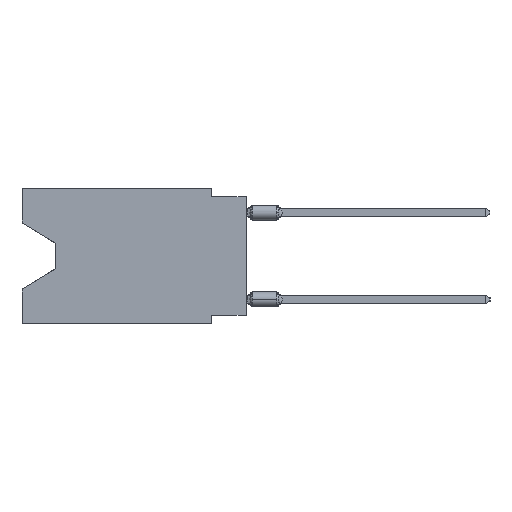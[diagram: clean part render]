
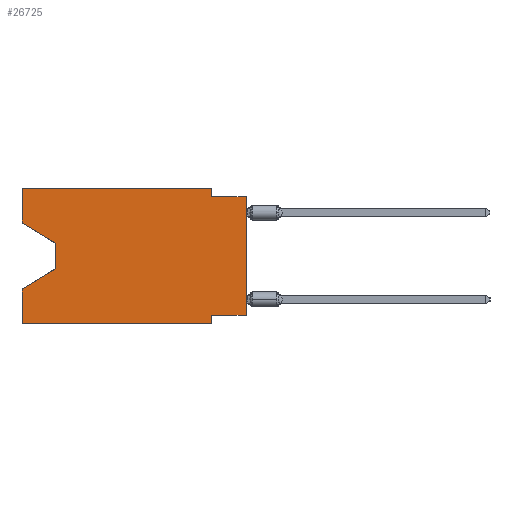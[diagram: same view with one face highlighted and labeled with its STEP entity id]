
A CAD part, left-side view. The second image highlights one B-rep face of the part: STEP entity #26725.
In plain terms, the highlighted planar face has unit normal (-1, 0, 0).
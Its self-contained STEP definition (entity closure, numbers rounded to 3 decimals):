
#86 = CARTESIAN_POINT ( 'NONE',  ( 0., 16.383, 0. ) ) ;
#195 = CARTESIAN_POINT ( 'NONE',  ( 0., 13.97, -5.893 ) ) ;
#460 = CARTESIAN_POINT ( 'NONE',  ( 0., 0., -9.271 ) ) ;
#680 = CARTESIAN_POINT ( 'NONE',  ( 0., 0., -9.271 ) ) ;
#967 = CARTESIAN_POINT ( 'NONE',  ( 0., 2.54, -9.906 ) ) ;
#1286 = VERTEX_POINT ( 'NONE', #45981 ) ;
#1642 = ORIENTED_EDGE ( 'NONE', *, *, #35987, .T. ) ;
#1687 = LINE ( 'NONE', #59795, #8001 ) ;
#4695 = ORIENTED_EDGE ( 'NONE', *, *, #32468, .F. ) ;
#5385 = CARTESIAN_POINT ( 'NONE',  ( 0., 16.383, 0. ) ) ;
#5677 = VECTOR ( 'NONE', #26304, 1000. ) ;
#5781 = DIRECTION ( 'NONE',  ( 0., 0., -1. ) ) ;
#7645 = VERTEX_POINT ( 'NONE', #9396 ) ;
#8001 = VECTOR ( 'NONE', #15512, 1000. ) ;
#8470 = CARTESIAN_POINT ( 'NONE',  ( 0., 16.383, -9.906 ) ) ;
#8869 = ORIENTED_EDGE ( 'NONE', *, *, #62072, .T. ) ;
#8884 = VECTOR ( 'NONE', #15157, 1000. ) ;
#8929 = DIRECTION ( 'NONE',  ( 0., -0.855, -0.519 ) ) ;
#9396 = CARTESIAN_POINT ( 'NONE',  ( 0., 2.54, -9.271 ) ) ;
#10919 = ORIENTED_EDGE ( 'NONE', *, *, #19018, .T. ) ;
#11633 = EDGE_CURVE ( 'NONE', #46823, #35917, #43061, .T. ) ;
#11654 = VECTOR ( 'NONE', #33987, 1000. ) ;
#12544 = LINE ( 'NONE', #32144, #63275 ) ;
#12618 = VECTOR ( 'NONE', #56741, 1000. ) ;
#13188 = CARTESIAN_POINT ( 'NONE',  ( 0., 2.54, 0. ) ) ;
#13561 = CARTESIAN_POINT ( 'NONE',  ( 0., 13.97, -4.013 ) ) ;
#14145 = CARTESIAN_POINT ( 'NONE',  ( 0., 13.97, -4.013 ) ) ;
#15157 = DIRECTION ( 'NONE',  ( 0., 0., -1. ) ) ;
#15512 = DIRECTION ( 'NONE',  ( 0., -1., 0. ) ) ;
#15708 = VECTOR ( 'NONE', #52917, 1000. ) ;
#15831 = EDGE_CURVE ( 'NONE', #31234, #40386, #28837, .T. ) ;
#16434 = ORIENTED_EDGE ( 'NONE', *, *, #23204, .F. ) ;
#16939 = VERTEX_POINT ( 'NONE', #13561 ) ;
#18028 = VECTOR ( 'NONE', #8929, 1000. ) ;
#18966 = DIRECTION ( 'NONE',  ( 0., 0., 1. ) ) ;
#19018 = EDGE_CURVE ( 'NONE', #46823, #16939, #20062, .T. ) ;
#20062 = LINE ( 'NONE', #38172, #18028 ) ;
#20289 = CARTESIAN_POINT ( 'NONE',  ( 0., 2.54, 0. ) ) ;
#20880 = FACE_OUTER_BOUND ( 'NONE', #42627, .T. ) ;
#21692 = AXIS2_PLACEMENT_3D ( 'NONE', #86, #58525, #35683 ) ;
#22493 = DIRECTION ( 'NONE',  ( 0., 0.855, -0.519 ) ) ;
#23204 = EDGE_CURVE ( 'NONE', #7645, #29721, #59384, .T. ) ;
#26304 = DIRECTION ( 'NONE',  ( 0., -1., 0. ) ) ;
#26725 = ADVANCED_FACE ( 'NONE', ( #20880 ), #59712, .F. ) ;
#28600 = CARTESIAN_POINT ( 'NONE',  ( 0., 16.383, 0. ) ) ;
#28714 = VECTOR ( 'NONE', #34639, 1000. ) ;
#28837 = LINE ( 'NONE', #5385, #15708 ) ;
#29696 = CARTESIAN_POINT ( 'NONE',  ( 0., 2.54, -9.906 ) ) ;
#29721 = VERTEX_POINT ( 'NONE', #29696 ) ;
#30454 = EDGE_CURVE ( 'NONE', #31234, #29721, #58041, .T. ) ;
#30610 = VECTOR ( 'NONE', #54085, 1000. ) ;
#31234 = VERTEX_POINT ( 'NONE', #8470 ) ;
#32052 = LINE ( 'NONE', #56112, #12618 ) ;
#32144 = CARTESIAN_POINT ( 'NONE',  ( 0., 13.97, -5.893 ) ) ;
#32468 = EDGE_CURVE ( 'NONE', #49463, #35925, #59118, .T. ) ;
#33218 = VECTOR ( 'NONE', #18966, 1000. ) ;
#33987 = DIRECTION ( 'NONE',  ( 0., -1., 0. ) ) ;
#34639 = DIRECTION ( 'NONE',  ( 0., 0., -1. ) ) ;
#34957 = LINE ( 'NONE', #14145, #28714 ) ;
#35683 = DIRECTION ( 'NONE',  ( 0., 0., -1. ) ) ;
#35917 = VERTEX_POINT ( 'NONE', #50787 ) ;
#35925 = VERTEX_POINT ( 'NONE', #46596 ) ;
#35987 = EDGE_CURVE ( 'NONE', #55188, #40386, #12544, .T. ) ;
#36862 = ORIENTED_EDGE ( 'NONE', *, *, #49869, .F. ) ;
#37033 = ORIENTED_EDGE ( 'NONE', *, *, #57851, .F. ) ;
#38172 = CARTESIAN_POINT ( 'NONE',  ( 0., 16.383, -2.546 ) ) ;
#38440 = VERTEX_POINT ( 'NONE', #680 ) ;
#38768 = ORIENTED_EDGE ( 'NONE', *, *, #11633, .F. ) ;
#38856 = VECTOR ( 'NONE', #5781, 1000. ) ;
#40386 = VERTEX_POINT ( 'NONE', #62236 ) ;
#42030 = LINE ( 'NONE', #46536, #5677 ) ;
#42627 = EDGE_LOOP ( 'NONE', ( #10919, #8869, #1642, #46752, #48028, #16434, #52472, #61427, #36862, #4695, #37033, #38768 ) ) ;
#43061 = LINE ( 'NONE', #28600, #33218 ) ;
#45981 = CARTESIAN_POINT ( 'NONE',  ( 0., 0., -0.635 ) ) ;
#46536 = CARTESIAN_POINT ( 'NONE',  ( 0., 0., -0.635 ) ) ;
#46596 = CARTESIAN_POINT ( 'NONE',  ( 0., 2.54, -0.635 ) ) ;
#46752 = ORIENTED_EDGE ( 'NONE', *, *, #15831, .F. ) ;
#46823 = VERTEX_POINT ( 'NONE', #51381 ) ;
#47316 = EDGE_CURVE ( 'NONE', #38440, #1286, #32052, .T. ) ;
#47480 = CARTESIAN_POINT ( 'NONE',  ( 0., 16.383, -9.906 ) ) ;
#48028 = ORIENTED_EDGE ( 'NONE', *, *, #30454, .T. ) ;
#49463 = VERTEX_POINT ( 'NONE', #13188 ) ;
#49869 = EDGE_CURVE ( 'NONE', #35925, #1286, #42030, .T. ) ;
#50787 = CARTESIAN_POINT ( 'NONE',  ( 0., 16.383, 0. ) ) ;
#51381 = CARTESIAN_POINT ( 'NONE',  ( 0., 16.383, -2.546 ) ) ;
#52472 = ORIENTED_EDGE ( 'NONE', *, *, #60032, .F. ) ;
#52917 = DIRECTION ( 'NONE',  ( 0., 0., 1. ) ) ;
#54085 = DIRECTION ( 'NONE',  ( 0., 1., 0. ) ) ;
#55188 = VERTEX_POINT ( 'NONE', #195 ) ;
#56112 = CARTESIAN_POINT ( 'NONE',  ( 0., 0., 0. ) ) ;
#56210 = LINE ( 'NONE', #460, #30610 ) ;
#56741 = DIRECTION ( 'NONE',  ( 0., 0., 1. ) ) ;
#57851 = EDGE_CURVE ( 'NONE', #35917, #49463, #1687, .T. ) ;
#58041 = LINE ( 'NONE', #47480, #11654 ) ;
#58525 = DIRECTION ( 'NONE',  ( 1., 0., 0. ) ) ;
#59118 = LINE ( 'NONE', #20289, #8884 ) ;
#59384 = LINE ( 'NONE', #967, #38856 ) ;
#59712 = PLANE ( 'NONE',  #21692 ) ;
#59795 = CARTESIAN_POINT ( 'NONE',  ( 0., 16.383, 0. ) ) ;
#60032 = EDGE_CURVE ( 'NONE', #38440, #7645, #56210, .T. ) ;
#61427 = ORIENTED_EDGE ( 'NONE', *, *, #47316, .T. ) ;
#62072 = EDGE_CURVE ( 'NONE', #16939, #55188, #34957, .T. ) ;
#62236 = CARTESIAN_POINT ( 'NONE',  ( 0., 16.383, -7.36 ) ) ;
#63275 = VECTOR ( 'NONE', #22493, 1000. ) ;
